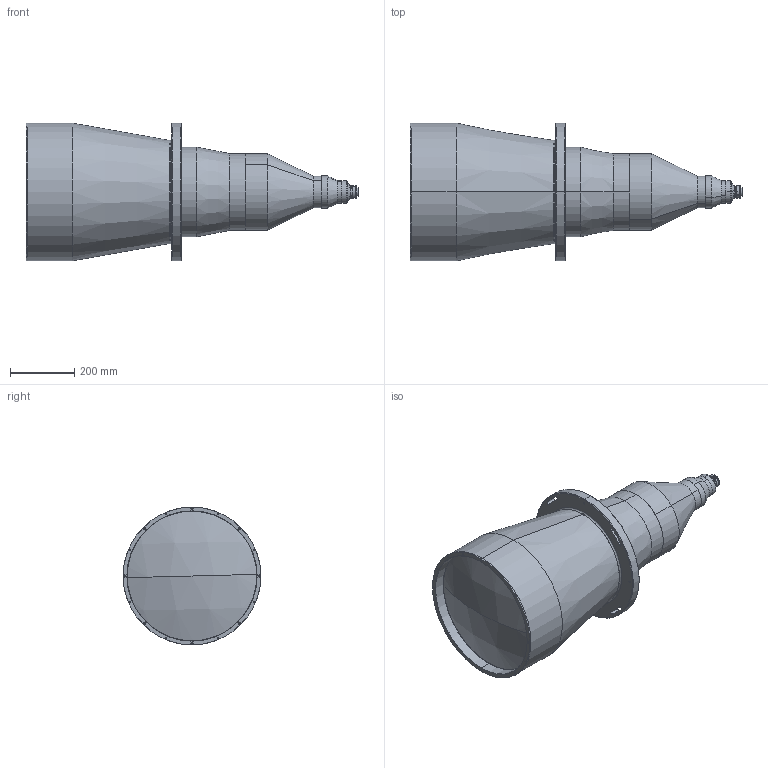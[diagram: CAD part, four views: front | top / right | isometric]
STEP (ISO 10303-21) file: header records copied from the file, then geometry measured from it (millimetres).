
FILE_DESCRIPTION (( 'STEP AP203' ), '1' );
FILE_NAME ('XF-PTL39008-C.STEP', '2019-07-17T09:37:54', ( 'puyufan' ), ( '' ), 'SwSTEP 2.0', 'SolidWorks 2014', '' );
FILE_SCHEMA (( 'CONFIG_CONTROL_DESIGN' ));
Length unit declared in the file: millimetre
Products named in the file (1): XF-PTL39008-C
Bounding box: 1036.67 x 430 x 430 mm (x, y, z)
Surface area: 1359426.7 mm2 (no closed solid volume)
Topology: 0 solids, 47 shells, 245 faces, 1135 edges, 927 vertices
Faces by surface type: cylinder 126, plane 66, torus 29, cone 22, sphere 2
Entity records: 15134 total; most frequent: CARTESIAN_POINT 5802, DIRECTION 1999, ORIENTED_EDGE 1598, EDGE_CURVE 1135, VERTEX_POINT 927, AXIS2_PLACEMENT_3D 782, CIRCLE 536, VECTOR 435
